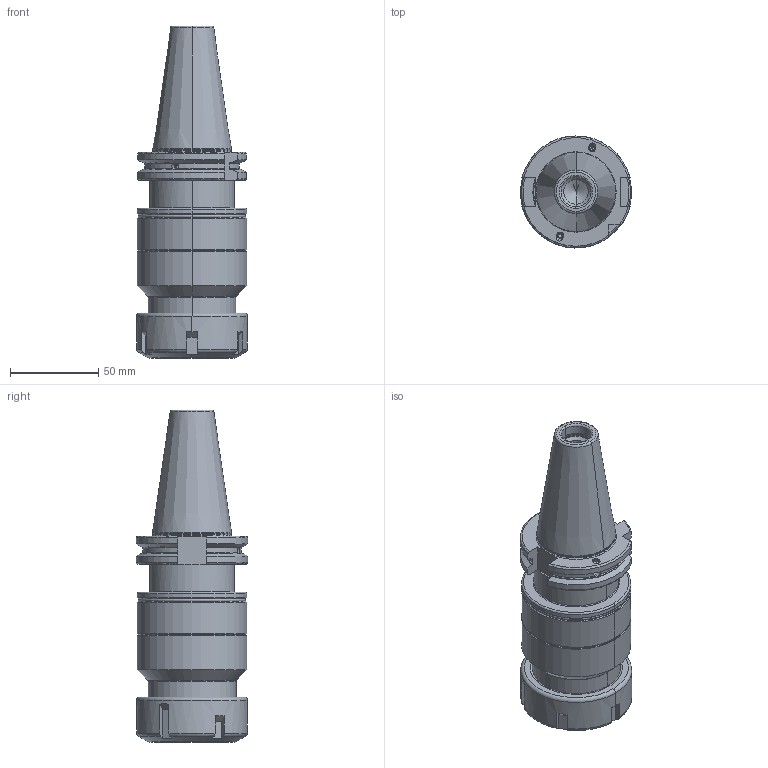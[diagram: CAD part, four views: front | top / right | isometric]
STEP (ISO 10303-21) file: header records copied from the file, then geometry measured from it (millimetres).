
FILE_DESCRIPTION((''),'2;1');
FILE_NAME('SK40','2020-04-24T',('104091'),(''),'CREO PARAMETRIC BY PTC INC, 2015290','CREO PARAMETRIC BY PTC INC, 2015290','');
FILE_SCHEMA(('CONFIG_CONTROL_DESIGN'));
Length unit declared in the file: millimetre
Products named in the file (1): SK40
Bounding box: 63 x 63.54 x 188.4 mm (x, y, z)
Volume: 315401.6 mm3; surface area: 60066.3 mm2
Topology: 3 solids, 3 shells, 301 faces, 736 edges, 463 vertices
Faces by surface type: plane 90, cone 72, cylinder 71, torus 66, bspline 2
Entity records: 10406 total; most frequent: CARTESIAN_POINT 3332, DIRECTION 1516, ORIENTED_EDGE 1448, EDGE_CURVE 724, AXIS2_PLACEMENT_3D 619, VERTEX_POINT 446, EDGE_LOOP 324, CIRCLE 317
